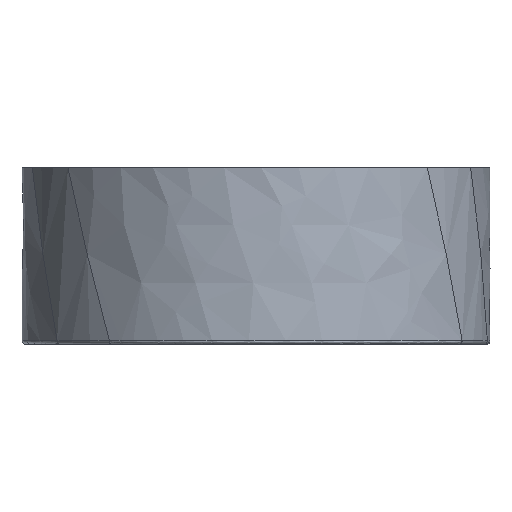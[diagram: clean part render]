
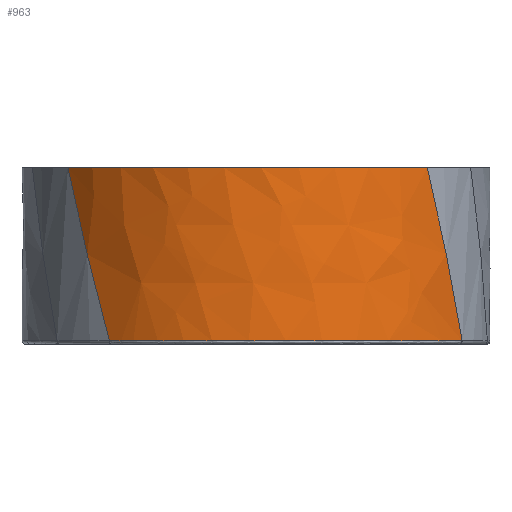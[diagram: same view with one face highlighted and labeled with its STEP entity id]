
A CAD part, left-side view. The second image highlights one B-rep face of the part: STEP entity #963.
In plain terms, the highlighted free-form (B-spline) face has degree [3, 3] with [7, 4] control points.
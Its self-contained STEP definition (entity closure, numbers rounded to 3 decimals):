
#51=B_SPLINE_SURFACE_WITH_KNOTS('',3,3,((#3160,#3161,#3162,#3163),(#3164,
#3165,#3166,#3167),(#3168,#3169,#3170,#3171),(#3172,#3173,#3174,#3175),
(#3176,#3177,#3178,#3179),(#3180,#3181,#3182,#3183),(#3184,#3185,#3186,
#3187)),.UNSPECIFIED.,.F.,.F.,.F.,(4,1,1,1,4),(4,4),(2.469,2.72,
3.222,3.723,4.224),(0.005,
0.262),.UNSPECIFIED.);
#73=B_SPLINE_CURVE_WITH_KNOTS('',3,(#1307,#1308,#1309,#1310,#1311,#1312,
#1313,#1314,#1315,#1316,#1317,#1318,#1319,#1320),.UNSPECIFIED.,.F.,.F.,
(4,3,2,3,2,4),(-1.077,-1.,-0.77,
-0.539,-0.27,-0.022),
 .UNSPECIFIED.);
#86=B_SPLINE_CURVE_WITH_KNOTS('',3,(#1405,#1406,#1407,#1408),
 .UNSPECIFIED.,.F.,.F.,(4,4),(-0.058,0.997),
 .UNSPECIFIED.);
#155=B_SPLINE_CURVE_WITH_KNOTS('',3,(#3111,#3112,#3113,#3114,#3115,#3116,
#3117),.UNSPECIFIED.,.F.,.F.,(4,1,1,1,4),(-2.29,-1.636,
-0.981,-0.491,0.),
 .UNSPECIFIED.);
#225=FACE_OUTER_BOUND('',#292,.T.);
#292=EDGE_LOOP('',(#883,#884,#885,#886));
#354=CIRCLE('',#1072,13.25);
#365=VERTEX_POINT('',#1292);
#369=VERTEX_POINT('',#1305);
#373=VERTEX_POINT('',#1327);
#386=VERTEX_POINT('',#1404);
#458=EDGE_CURVE('',#369,#365,#73,.T.);
#478=EDGE_CURVE('',#373,#386,#86,.T.);
#585=EDGE_CURVE('',#386,#369,#354,.T.);
#593=EDGE_CURVE('',#365,#373,#155,.T.);
#883=ORIENTED_EDGE('',*,*,#593,.F.);
#884=ORIENTED_EDGE('',*,*,#458,.F.);
#885=ORIENTED_EDGE('',*,*,#585,.F.);
#886=ORIENTED_EDGE('',*,*,#478,.F.);
#963=ADVANCED_FACE('',(#225),#51,.T.);
#1072=AXIS2_PLACEMENT_3D('',#2901,#1246,#1247);
#1246=DIRECTION('center_axis',(0.,0.,1.));
#1247=DIRECTION('ref_axis',(0.966,-0.259,0.));
#1292=CARTESIAN_POINT('',(-6.274,-11.67,0.2));
#1305=CARTESIAN_POINT('',(-9.03,-9.696,10.));
#1307=CARTESIAN_POINT('Ctrl Pts',(-9.03,-9.696,10.));
#1308=CARTESIAN_POINT('Ctrl Pts',(-8.97,-9.752,9.762));
#1309=CARTESIAN_POINT('Ctrl Pts',(-8.909,-9.808,9.524));
#1310=CARTESIAN_POINT('Ctrl Pts',(-8.848,-9.863,9.287));
#1311=CARTESIAN_POINT('Ctrl Pts',(-8.664,-10.028,8.574));
#1312=CARTESIAN_POINT('Ctrl Pts',(-8.475,-10.188,7.861));
#1313=CARTESIAN_POINT('Ctrl Pts',(-8.089,-10.497,6.436));
#1314=CARTESIAN_POINT('Ctrl Pts',(-7.892,-10.646,5.723));
#1315=CARTESIAN_POINT('Ctrl Pts',(-7.69,-10.79,5.01));
#1316=CARTESIAN_POINT('Ctrl Pts',(-7.454,-10.958,4.175));
#1317=CARTESIAN_POINT('Ctrl Pts',(-7.213,-11.118,3.34));
#1318=CARTESIAN_POINT('Ctrl Pts',(-6.74,-11.411,1.737));
#1319=CARTESIAN_POINT('Ctrl Pts',(-6.509,-11.544,0.968));
#1320=CARTESIAN_POINT('Ctrl Pts',(-6.274,-11.67,0.2));
#1327=CARTESIAN_POINT('',(-10.325,8.304,0.2));
#1404=CARTESIAN_POINT('',(-7.88,10.652,10.));
#1405=CARTESIAN_POINT('Ctrl Pts',(-10.325,8.304,0.2));
#1406=CARTESIAN_POINT('Ctrl Pts',(-9.615,9.187,3.467));
#1407=CARTESIAN_POINT('Ctrl Pts',(-8.791,9.978,6.733));
#1408=CARTESIAN_POINT('Ctrl Pts',(-7.88,10.652,10.));
#2901=CARTESIAN_POINT('Origin',(0.,0.,10.));
#3111=CARTESIAN_POINT('Ctrl Pts',(-6.274,-11.67,0.2));
#3112=CARTESIAN_POINT('Ctrl Pts',(-8.225,-10.622,0.2));
#3113=CARTESIAN_POINT('Ctrl Pts',(-11.588,-7.528,0.2));
#3114=CARTESIAN_POINT('Ctrl Pts',(-13.595,-1.573,0.2));
#3115=CARTESIAN_POINT('Ctrl Pts',(-12.954,4.026,0.2));
#3116=CARTESIAN_POINT('Ctrl Pts',(-11.366,7.01,0.2));
#3117=CARTESIAN_POINT('Ctrl Pts',(-10.325,8.304,0.2));
#3160=CARTESIAN_POINT('Ctrl Pts',(-10.325,8.304,0.2));
#3161=CARTESIAN_POINT('Ctrl Pts',(-9.615,9.187,3.467));
#3162=CARTESIAN_POINT('Ctrl Pts',(-8.791,9.978,6.733));
#3163=CARTESIAN_POINT('Ctrl Pts',(-7.88,10.652,10.));
#3164=CARTESIAN_POINT('Ctrl Pts',(-11.019,7.441,0.2));
#3165=CARTESIAN_POINT('Ctrl Pts',(-10.383,8.384,3.467));
#3166=CARTESIAN_POINT('Ctrl Pts',(-9.624,9.244,6.733));
#3167=CARTESIAN_POINT('Ctrl Pts',(-8.77,9.994,10.));
#3168=CARTESIAN_POINT('Ctrl Pts',(-12.779,4.592,0.2));
#3169=CARTESIAN_POINT('Ctrl Pts',(-12.386,5.685,3.467));
#3170=CARTESIAN_POINT('Ctrl Pts',(-11.853,6.727,6.733));
#3171=CARTESIAN_POINT('Ctrl Pts',(-11.195,7.685,10.));
#3172=CARTESIAN_POINT('Ctrl Pts',(-13.78,-1.031,0.2));
#3173=CARTESIAN_POINT('Ctrl Pts',(-13.869,0.147,3.467));
#3174=CARTESIAN_POINT('Ctrl Pts',(-13.805,1.337,6.733));
#3175=CARTESIAN_POINT('Ctrl Pts',(-13.591,2.5,10.));
#3176=CARTESIAN_POINT('Ctrl Pts',(-11.587,-7.528,0.2));
#3177=CARTESIAN_POINT('Ctrl Pts',(-12.23,-6.537,3.467));
#3178=CARTESIAN_POINT('Ctrl Pts',(-12.746,-5.463,6.733));
#3179=CARTESIAN_POINT('Ctrl Pts',(-13.118,-4.341,10.));
#3180=CARTESIAN_POINT('Ctrl Pts',(-8.225,-10.622,0.2));
#3181=CARTESIAN_POINT('Ctrl Pts',(-9.133,-9.918,3.467));
#3182=CARTESIAN_POINT('Ctrl Pts',(-9.95,-9.098,6.733));
#3183=CARTESIAN_POINT('Ctrl Pts',(-10.651,-8.187,10.));
#3184=CARTESIAN_POINT('Ctrl Pts',(-6.274,-11.67,0.2));
#3185=CARTESIAN_POINT('Ctrl Pts',(-7.272,-11.134,3.467));
#3186=CARTESIAN_POINT('Ctrl Pts',(-8.201,-10.469,6.733));
#3187=CARTESIAN_POINT('Ctrl Pts',(-9.03,-9.696,10.));
